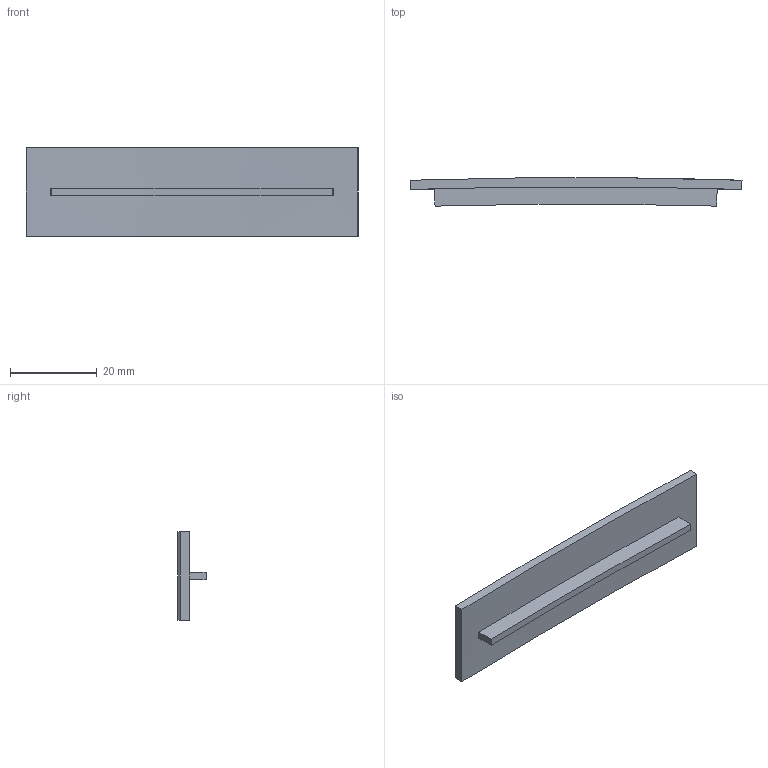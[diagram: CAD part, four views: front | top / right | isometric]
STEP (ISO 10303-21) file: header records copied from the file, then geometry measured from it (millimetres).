
FILE_DESCRIPTION (( 'STEP AP214' ), '1' );
FILE_NAME ('CKK-40D-SL75-K01 Ñîåäèíèòåëü íà ñòûê ëèöåâîé äëÿ êðûøêè 75.STEP', '2016-07-14T09:34:21', ( '' ), ( '' ), 'SwSTEP 2.0', 'SolidWorks 2014', '' );
FILE_SCHEMA (( 'AUTOMOTIVE_DESIGN' ));
Length unit declared in the file: millimetre
Products named in the file (1): CKK-40D-SL75-K01 Ñîåäèíèòåëü íà ñòûê ëèöåâîé äëÿ êðûøêè 75
Bounding box: 76.37 x 6.47 x 20.3 mm (x, y, z)
Volume: 3672.8 mm3; surface area: 4067 mm2
Topology: 1 solids, 1 shells, 49 faces, 123 edges, 82 vertices
Faces by surface type: plane 37, cylinder 8, bspline 4
Entity records: 1552 total; most frequent: CARTESIAN_POINT 344, ORIENTED_EDGE 246, DIRECTION 234, EDGE_CURVE 123, VERTEX_POINT 82, AXIS2_PLACEMENT_3D 80, VECTOR 74, LINE 74
